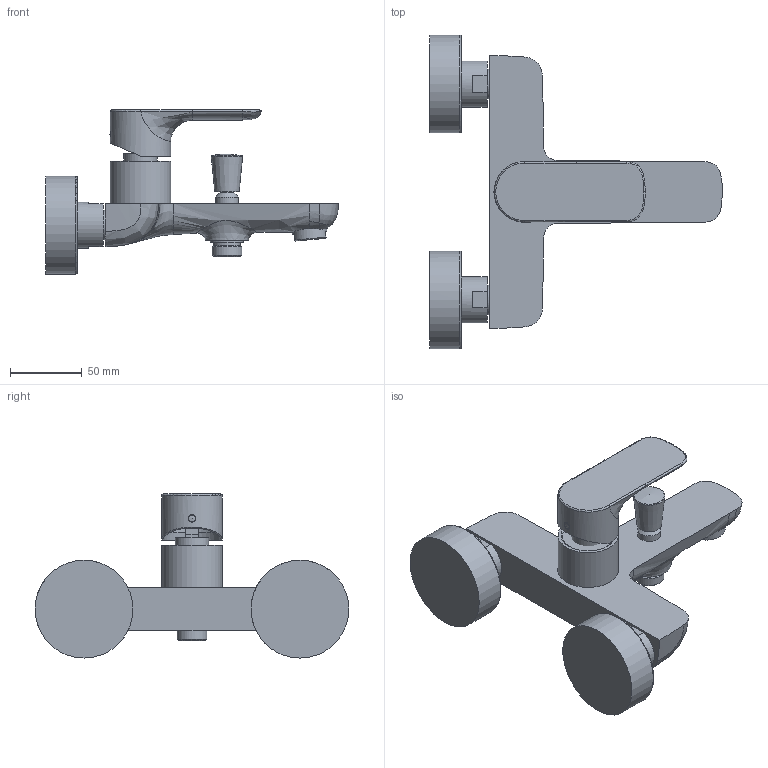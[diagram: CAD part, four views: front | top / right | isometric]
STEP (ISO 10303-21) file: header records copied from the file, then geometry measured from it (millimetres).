
FILE_DESCRIPTION(/* description */ (''),/* implementation_level */ '2;1');
FILE_NAME(/* name */ '3D_TVT10400100061_asm.step',/* time_stamp */ '2023-01-12T13:49:11+01:00',/* author */ (''),/* organization */ (''),/* preprocessor_version */ 'ST-DEVELOPER v19.2',/* originating_system */ 'Autodesk Translation Framework v11.17.0.187',/* authorisation */ '');
FILE_SCHEMA (('AUTOMOTIVE_DESIGN { 1 0 10303 214 3 1 1 }'));
Length unit declared in the file: millimetre
Products named in the file (18): (Nicht gespeichert); 81T23343; M24021_ASM; 24X1-03; 24X1-02; PP; Q79_ASM; 8JTSWQ79; 80Q79000; 81J23424; 83J23424; 81D23067; Komponente15; Komponente16; Komponente17; Komponente18; 80T23494 (1); Komponente20
Assembly tree (18 placements, depth 3):
  (Nicht gespeichert)
    81T23343
    M24021_ASM
      24X1-03
      24X1-02
    PP
    Q79_ASM  x2
      8JTSWQ79
      80Q79000
    81J23424
    83J23424
    81D23067
    Komponente15
    Komponente16
    Komponente17
    Komponente18
    80T23494 (1)
      Komponente20
Bounding box: 203.5 x 218 x 114 mm (x, y, z)
Volume: 550164.7 mm3; surface area: 111373.7 mm2
Topology: 13 solids, 18 shells, 277 faces, 657 edges, 434 vertices
Faces by surface type: plane 131, cylinder 63, bspline 33, cone 28, torus 20, sphere 2
Full cylindrical faces by diameter (mm): 4 x1, 4.7 x1, 5.1 x1, 5.2 x1, 9.5 x1, 12.5 x1, 13 x1, 14.5 x1, 15 x1, 16 x1, 16.2 x2, 17.4 x1, 18 x1, 18.5 x3, 19 x1, 19.5 x1, 20 x2, 20.6 x3, 21 x1, 22.3 x1, 23 x1, 23.2 x1, 24 x2, 24.2 x2, 32 x2, 37 x1, 39 x1, 42 x2, 42.2 x1, 68 x2
Entity records: 15996 total; most frequent: CARTESIAN_POINT 9319, DIRECTION 1334, ORIENTED_EDGE 1255, EDGE_CURVE 636, AXIS2_PLACEMENT_3D 533, VERTEX_POINT 422, EDGE_LOOP 307, LINE 268
